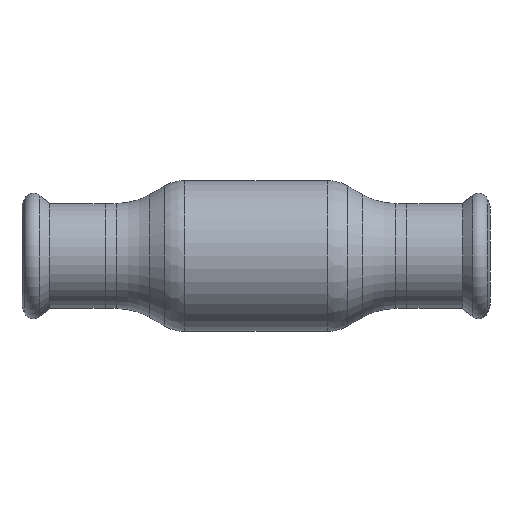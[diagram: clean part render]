
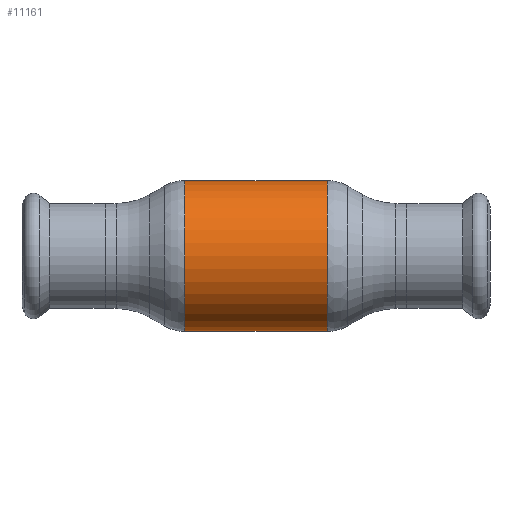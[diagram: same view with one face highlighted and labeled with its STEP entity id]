
A CAD part, front view. The second image highlights one B-rep face of the part: STEP entity #11161.
In plain terms, the highlighted cylindrical face has radius 22.5 mm (diameter 45 mm), a partial arc.
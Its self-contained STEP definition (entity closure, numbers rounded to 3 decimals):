
#1171 = VECTOR ( 'NONE', #48402, 1000. ) ;
#5526 = CARTESIAN_POINT ( 'NONE',  ( -62.69, 0., -22.5 ) ) ;
#8581 = CARTESIAN_POINT ( 'NONE',  ( 21.285, 0., 22.5 ) ) ;
#8832 = FACE_OUTER_BOUND ( 'NONE', #11266, .T. ) ;
#9627 = CARTESIAN_POINT ( 'NONE',  ( -21.285, 0., 0. ) ) ;
#11161 = ADVANCED_FACE ( 'NONE', ( #8832 ), #27157, .T. ) ;
#11266 = EDGE_LOOP ( 'NONE', ( #28448, #36712, #56366, #11358 ) ) ;
#11358 = ORIENTED_EDGE ( 'NONE', *, *, #60643, .F. ) ;
#15031 = DIRECTION ( 'NONE',  ( -1., 0., 0. ) ) ;
#18954 = DIRECTION ( 'NONE',  ( 0., 0., 1. ) ) ;
#19354 = CARTESIAN_POINT ( 'NONE',  ( -62.69, 0., 0. ) ) ;
#19751 = LINE ( 'NONE', #38734, #1171 ) ;
#20410 = VECTOR ( 'NONE', #48514, 1000. ) ;
#21542 = VERTEX_POINT ( 'NONE', #8581 ) ;
#25702 = EDGE_CURVE ( 'NONE', #61532, #31082, #29142, .T. ) ;
#26111 = DIRECTION ( 'NONE',  ( -1., 0., 0. ) ) ;
#26421 = CARTESIAN_POINT ( 'NONE',  ( 21.285, 0., 0. ) ) ;
#27157 = CYLINDRICAL_SURFACE ( 'NONE', #58329, 22.5 ) ;
#28448 = ORIENTED_EDGE ( 'NONE', *, *, #25702, .F. ) ;
#28938 = CARTESIAN_POINT ( 'NONE',  ( -21.285, 0., -22.5 ) ) ;
#29142 = LINE ( 'NONE', #5526, #20410 ) ;
#29517 = CIRCLE ( 'NONE', #48477, 22.5 ) ;
#31082 = VERTEX_POINT ( 'NONE', #28938 ) ;
#31704 = DIRECTION ( 'NONE',  ( 0., 0., 1. ) ) ;
#34159 = AXIS2_PLACEMENT_3D ( 'NONE', #9627, #52879, #18954 ) ;
#36712 = ORIENTED_EDGE ( 'NONE', *, *, #51250, .T. ) ;
#38734 = CARTESIAN_POINT ( 'NONE',  ( -62.69, 0., 22.5 ) ) ;
#39594 = DIRECTION ( 'NONE',  ( 0., 0., 1. ) ) ;
#43078 = CIRCLE ( 'NONE', #34159, 22.5 ) ;
#45076 = EDGE_CURVE ( 'NONE', #21542, #46257, #19751, .T. ) ;
#46257 = VERTEX_POINT ( 'NONE', #48336 ) ;
#48336 = CARTESIAN_POINT ( 'NONE',  ( -21.285, 0., 22.5 ) ) ;
#48402 = DIRECTION ( 'NONE',  ( -1., 0., 0. ) ) ;
#48477 = AXIS2_PLACEMENT_3D ( 'NONE', #26421, #26111, #31704 ) ;
#48514 = DIRECTION ( 'NONE',  ( -1., 0., 0. ) ) ;
#49193 = CARTESIAN_POINT ( 'NONE',  ( 21.285, 0., -22.5 ) ) ;
#51250 = EDGE_CURVE ( 'NONE', #61532, #21542, #29517, .T. ) ;
#52879 = DIRECTION ( 'NONE',  ( -1., 0., 0. ) ) ;
#56366 = ORIENTED_EDGE ( 'NONE', *, *, #45076, .T. ) ;
#58329 = AXIS2_PLACEMENT_3D ( 'NONE', #19354, #15031, #39594 ) ;
#60643 = EDGE_CURVE ( 'NONE', #31082, #46257, #43078, .T. ) ;
#61532 = VERTEX_POINT ( 'NONE', #49193 ) ;
